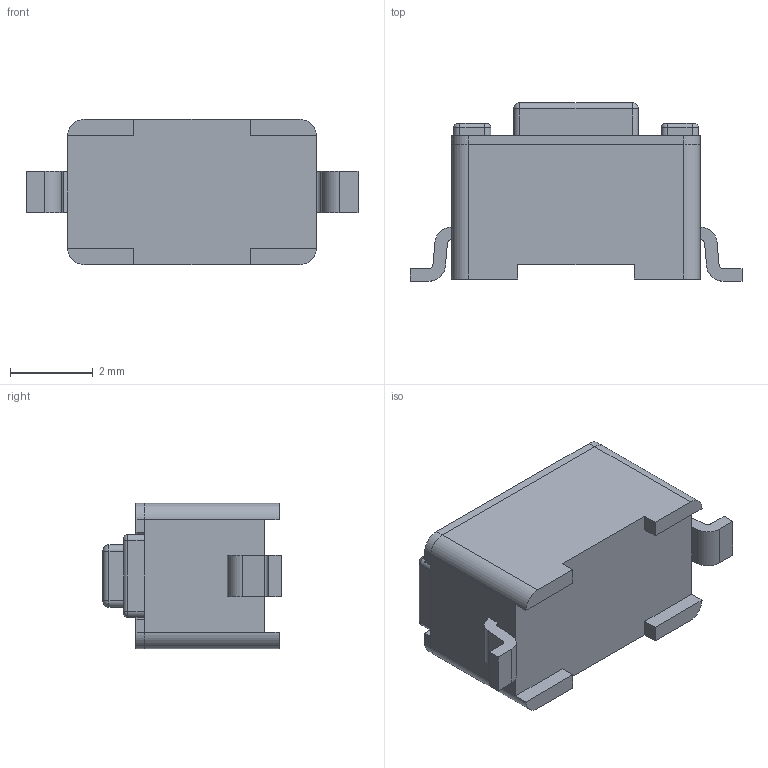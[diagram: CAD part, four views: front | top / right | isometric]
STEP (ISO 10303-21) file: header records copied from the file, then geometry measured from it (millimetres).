
FILE_DESCRIPTION (( 'STEP AP214' ), '1' );
FILE_NAME ('RS-032G05A3-SM RT.STEP', '2018-10-12T11:07:56', ( '' ), ( '' ), 'SwSTEP 2.0', 'SolidWorks 2017', '' );
FILE_SCHEMA (( 'AUTOMOTIVE_DESIGN' ));
Length unit declared in the file: millimetre
Products named in the file (1): RS-032G05A3-SM RT
Bounding box: 8 x 4.3 x 3.5 mm (x, y, z)
Volume: 70.8 mm3; surface area: 161.5 mm2
Topology: 5 solids, 5 shells, 128 faces, 320 edges, 200 vertices
Faces by surface type: plane 68, cylinder 48, torus 8, sphere 4
Entity records: 3842 total; most frequent: DIRECTION 678, CARTESIAN_POINT 645, ORIENTED_EDGE 632, EDGE_CURVE 316, AXIS2_PLACEMENT_3D 233, VECTOR 212, LINE 212, VERTEX_POINT 200
